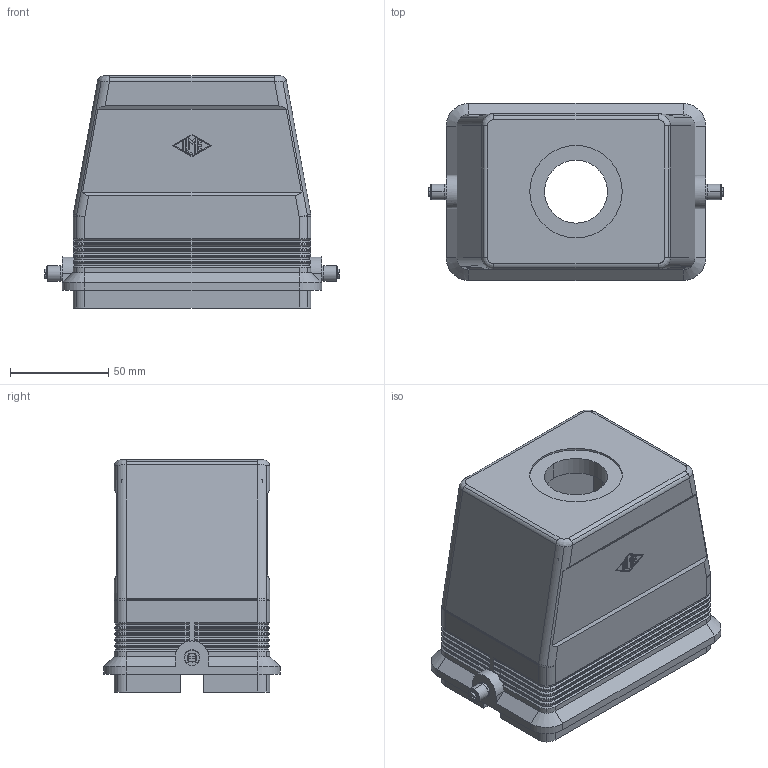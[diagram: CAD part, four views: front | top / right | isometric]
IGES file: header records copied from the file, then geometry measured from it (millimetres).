
Global section: file name: No Iges File Name specified; native system: AutoDesk Inventor R6.1; preprocessor: AutoDesk Inventor Iges Exporter R6.1; author: No Author specified; organization: No Organization specified; date: 20070102.154826; units: millimetre
Bounding box: 150.5 x 90 x 118 mm (x, y, z)
Volume: 233862.5 mm3; surface area: 107389.7 mm2
Topology: 1 solids, 1 shells, 672 faces, 1762 edges, 1095 vertices
Faces by surface type: plane 246, bspline 151, cylinder 131, cone 86, revolution 54, sphere 4
